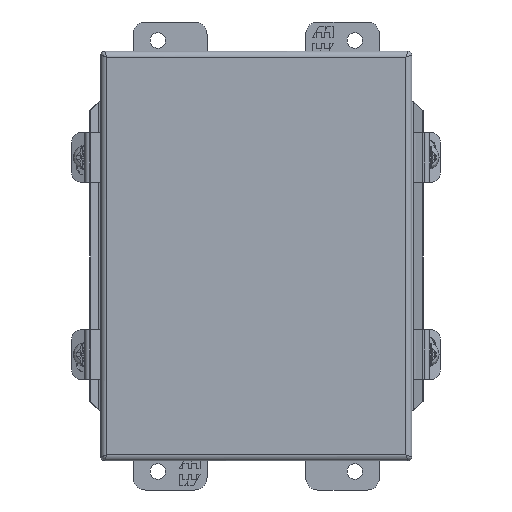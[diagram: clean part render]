
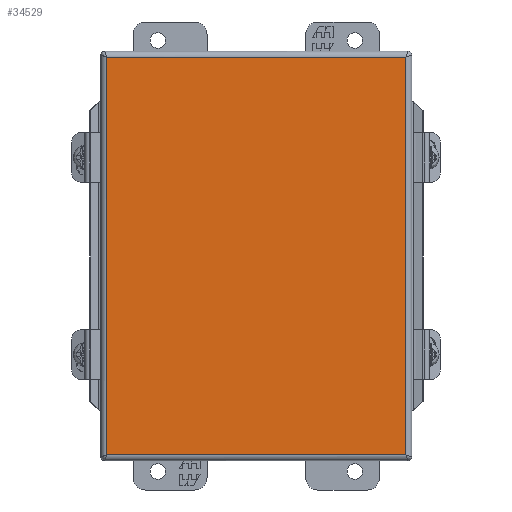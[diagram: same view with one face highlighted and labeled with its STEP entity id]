
A CAD part, front view. The second image highlights one B-rep face of the part: STEP entity #34529.
In plain terms, the highlighted planar face has unit normal (0, -1, 0).
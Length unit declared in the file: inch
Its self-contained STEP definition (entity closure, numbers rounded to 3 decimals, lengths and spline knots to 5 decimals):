
#973 = CARTESIAN_POINT ( 'NONE',  ( -3.15591, -3.69685, 4.0378 ) ) ;
#2240 = CARTESIAN_POINT ( 'NONE',  ( 3.15591, -3.69685, -4.0378 ) ) ;
#2540 = CARTESIAN_POINT ( 'NONE',  ( 3.0378, -3.69685, 4.0378 ) ) ;
#3430 = DIRECTION ( 'NONE',  ( 0., -1., 0. ) ) ;
#3747 = VECTOR ( 'NONE', #28059, 39.37008 ) ;
#3969 = ORIENTED_EDGE ( 'NONE', *, *, #36356, .T. ) ;
#4201 = VECTOR ( 'NONE', #35907, 39.37008 ) ;
#5177 = CARTESIAN_POINT ( 'NONE',  ( 3.0378, -3.69685, 4.15591 ) ) ;
#5356 = CARTESIAN_POINT ( 'NONE',  ( -3.0378, -3.69685, -4.0378 ) ) ;
#5382 = ORIENTED_EDGE ( 'NONE', *, *, #11840, .T. ) ;
#6174 = PLANE ( 'NONE',  #8522 ) ;
#7813 = LINE ( 'NONE', #973, #32620 ) ;
#8427 = ORIENTED_EDGE ( 'NONE', *, *, #24083, .T. ) ;
#8522 = AXIS2_PLACEMENT_3D ( 'NONE', #23346, #3430, #23222 ) ;
#8772 = FACE_OUTER_BOUND ( 'NONE', #25661, .T. ) ;
#11763 = LINE ( 'NONE', #2240, #4201 ) ;
#11840 = EDGE_CURVE ( 'NONE', #27238, #20683, #32997, .T. ) ;
#12326 = LINE ( 'NONE', #13597, #26490 ) ;
#13597 = CARTESIAN_POINT ( 'NONE',  ( -3.0378, -3.69685, -4.15591 ) ) ;
#13848 = DIRECTION ( 'NONE',  ( 0., 0., -1. ) ) ;
#15057 = ORIENTED_EDGE ( 'NONE', *, *, #20457, .T. ) ;
#20457 = EDGE_CURVE ( 'NONE', #20683, #27884, #7813, .T. ) ;
#20683 = VERTEX_POINT ( 'NONE', #2540 ) ;
#23222 = DIRECTION ( 'NONE',  ( 0., 0., -1. ) ) ;
#23346 = CARTESIAN_POINT ( 'NONE',  ( 0., -3.69685, 0. ) ) ;
#23700 = DIRECTION ( 'NONE',  ( -1., 0., 0. ) ) ;
#24083 = EDGE_CURVE ( 'NONE', #27884, #35402, #12326, .T. ) ;
#25661 = EDGE_LOOP ( 'NONE', ( #8427, #3969, #5382, #15057 ) ) ;
#26490 = VECTOR ( 'NONE', #13848, 39.37008 ) ;
#27238 = VERTEX_POINT ( 'NONE', #30269 ) ;
#27884 = VERTEX_POINT ( 'NONE', #36501 ) ;
#28059 = DIRECTION ( 'NONE',  ( 0., 0., 1. ) ) ;
#30269 = CARTESIAN_POINT ( 'NONE',  ( 3.0378, -3.69685, -4.0378 ) ) ;
#32620 = VECTOR ( 'NONE', #23700, 39.37008 ) ;
#32997 = LINE ( 'NONE', #5177, #3747 ) ;
#34529 = ADVANCED_FACE ( 'NONE', ( #8772 ), #6174, .T. ) ;
#35402 = VERTEX_POINT ( 'NONE', #5356 ) ;
#35907 = DIRECTION ( 'NONE',  ( 1., 0., 0. ) ) ;
#36356 = EDGE_CURVE ( 'NONE', #35402, #27238, #11763, .T. ) ;
#36501 = CARTESIAN_POINT ( 'NONE',  ( -3.0378, -3.69685, 4.0378 ) ) ;
